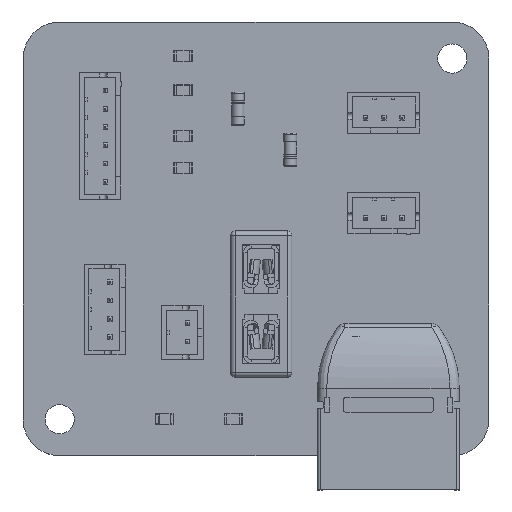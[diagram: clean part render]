
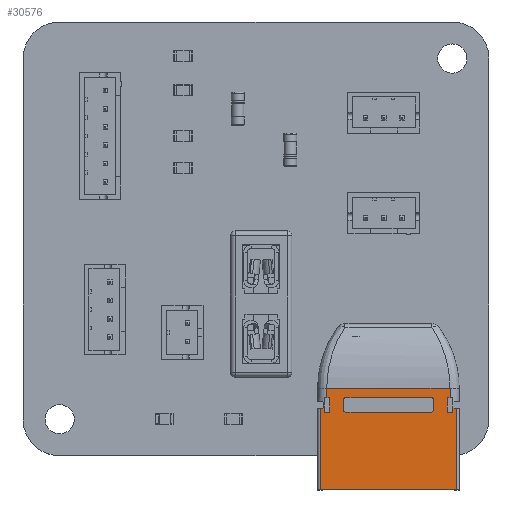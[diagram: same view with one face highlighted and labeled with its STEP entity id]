
A CAD part, top view. The second image highlights one B-rep face of the part: STEP entity #30576.
In plain terms, the highlighted face is planar.
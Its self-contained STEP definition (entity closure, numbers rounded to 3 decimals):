
#30576 = ADVANCED_FACE('',(#30577,#30707),#30777,.T.);
#30577 = FACE_BOUND('',#30578,.T.);
#30578 = EDGE_LOOP('',(#30579,#30589,#30597,#30605,#30613,#30621,#30629,
    #30637,#30645,#30653,#30661,#30669,#30677,#30685,#30693,#30701));
#30579 = ORIENTED_EDGE('',*,*,#30580,.T.);
#30580 = EDGE_CURVE('',#30581,#30583,#30585,.T.);
#30581 = VERTEX_POINT('',#30582);
#30582 = CARTESIAN_POINT('',(-6.45,4.2,10.1));
#30583 = VERTEX_POINT('',#30584);
#30584 = CARTESIAN_POINT('',(-6.75,4.2,10.1));
#30585 = LINE('',#30586,#30587);
#30586 = CARTESIAN_POINT('',(-7.05,4.2,10.1));
#30587 = VECTOR('',#30588,1.);
#30588 = DIRECTION('',(-1.,-0.,-0.));
#30589 = ORIENTED_EDGE('',*,*,#30590,.T.);
#30590 = EDGE_CURVE('',#30583,#30591,#30593,.T.);
#30591 = VERTEX_POINT('',#30592);
#30592 = CARTESIAN_POINT('',(-6.75,4.2,11.1));
#30593 = LINE('',#30594,#30595);
#30594 = CARTESIAN_POINT('',(-6.75,4.2,11.1));
#30595 = VECTOR('',#30596,1.);
#30596 = DIRECTION('',(0.,-0.,1.));
#30597 = ORIENTED_EDGE('',*,*,#30598,.T.);
#30598 = EDGE_CURVE('',#30591,#30599,#30601,.T.);
#30599 = VERTEX_POINT('',#30600);
#30600 = CARTESIAN_POINT('',(6.75,4.2,11.1));
#30601 = LINE('',#30602,#30603);
#30602 = CARTESIAN_POINT('',(-7.75,4.2,11.1));
#30603 = VECTOR('',#30604,1.);
#30604 = DIRECTION('',(1.,-0.,-0.));
#30605 = ORIENTED_EDGE('',*,*,#30606,.T.);
#30606 = EDGE_CURVE('',#30599,#30607,#30609,.T.);
#30607 = VERTEX_POINT('',#30608);
#30608 = CARTESIAN_POINT('',(6.75,4.2,10.1));
#30609 = LINE('',#30610,#30611);
#30610 = CARTESIAN_POINT('',(6.75,4.2,11.1));
#30611 = VECTOR('',#30612,1.);
#30612 = DIRECTION('',(-0.,0.,-1.));
#30613 = ORIENTED_EDGE('',*,*,#30614,.T.);
#30614 = EDGE_CURVE('',#30607,#30615,#30617,.T.);
#30615 = VERTEX_POINT('',#30616);
#30616 = CARTESIAN_POINT('',(6.45,4.2,10.1));
#30617 = LINE('',#30618,#30619);
#30618 = CARTESIAN_POINT('',(7.05,4.2,10.1));
#30619 = VECTOR('',#30620,1.);
#30620 = DIRECTION('',(-1.,0.,0.));
#30621 = ORIENTED_EDGE('',*,*,#30622,.T.);
#30622 = EDGE_CURVE('',#30615,#30623,#30625,.T.);
#30623 = VERTEX_POINT('',#30624);
#30624 = CARTESIAN_POINT('',(6.45,4.2,8.5));
#30625 = LINE('',#30626,#30627);
#30626 = CARTESIAN_POINT('',(6.45,4.2,8.5));
#30627 = VECTOR('',#30628,1.);
#30628 = DIRECTION('',(0.,-0.,-1.));
#30629 = ORIENTED_EDGE('',*,*,#30630,.T.);
#30630 = EDGE_CURVE('',#30623,#30631,#30633,.T.);
#30631 = VERTEX_POINT('',#30632);
#30632 = CARTESIAN_POINT('',(7.05,4.2,8.5));
#30633 = LINE('',#30634,#30635);
#30634 = CARTESIAN_POINT('',(7.05,4.2,8.5));
#30635 = VECTOR('',#30636,1.);
#30636 = DIRECTION('',(1.,-0.,-0.));
#30637 = ORIENTED_EDGE('',*,*,#30638,.T.);
#30638 = EDGE_CURVE('',#30631,#30639,#30641,.T.);
#30639 = VERTEX_POINT('',#30640);
#30640 = CARTESIAN_POINT('',(7.05,4.2,8.95));
#30641 = LINE('',#30642,#30643);
#30642 = CARTESIAN_POINT('',(7.05,4.2,8.5));
#30643 = VECTOR('',#30644,1.);
#30644 = DIRECTION('',(0.,0.,1.));
#30645 = ORIENTED_EDGE('',*,*,#30646,.F.);
#30646 = EDGE_CURVE('',#30647,#30639,#30649,.T.);
#30647 = VERTEX_POINT('',#30648);
#30648 = CARTESIAN_POINT('',(7.45,4.2,8.95));
#30649 = LINE('',#30650,#30651);
#30650 = CARTESIAN_POINT('',(0.,4.2,8.95));
#30651 = VECTOR('',#30652,1.);
#30652 = DIRECTION('',(-1.,0.,0.));
#30653 = ORIENTED_EDGE('',*,*,#30654,.T.);
#30654 = EDGE_CURVE('',#30647,#30655,#30657,.T.);
#30655 = VERTEX_POINT('',#30656);
#30656 = CARTESIAN_POINT('',(7.45,4.2,0.));
#30657 = LINE('',#30658,#30659);
#30658 = CARTESIAN_POINT('',(7.45,4.2,11.1));
#30659 = VECTOR('',#30660,1.);
#30660 = DIRECTION('',(-0.,0.,-1.));
#30661 = ORIENTED_EDGE('',*,*,#30662,.F.);
#30662 = EDGE_CURVE('',#30663,#30655,#30665,.T.);
#30663 = VERTEX_POINT('',#30664);
#30664 = CARTESIAN_POINT('',(-7.45,4.2,0.));
#30665 = LINE('',#30666,#30667);
#30666 = CARTESIAN_POINT('',(-0.,4.2,0.));
#30667 = VECTOR('',#30668,1.);
#30668 = DIRECTION('',(1.,0.,0.));
#30669 = ORIENTED_EDGE('',*,*,#30670,.T.);
#30670 = EDGE_CURVE('',#30663,#30671,#30673,.T.);
#30671 = VERTEX_POINT('',#30672);
#30672 = CARTESIAN_POINT('',(-7.45,4.2,8.95));
#30673 = LINE('',#30674,#30675);
#30674 = CARTESIAN_POINT('',(-7.45,4.2,8.95));
#30675 = VECTOR('',#30676,1.);
#30676 = DIRECTION('',(0.,-0.,1.));
#30677 = ORIENTED_EDGE('',*,*,#30678,.F.);
#30678 = EDGE_CURVE('',#30679,#30671,#30681,.T.);
#30679 = VERTEX_POINT('',#30680);
#30680 = CARTESIAN_POINT('',(-7.05,4.2,8.95));
#30681 = LINE('',#30682,#30683);
#30682 = CARTESIAN_POINT('',(-8.45,4.2,8.95));
#30683 = VECTOR('',#30684,1.);
#30684 = DIRECTION('',(-1.,-0.,-0.));
#30685 = ORIENTED_EDGE('',*,*,#30686,.T.);
#30686 = EDGE_CURVE('',#30679,#30687,#30689,.T.);
#30687 = VERTEX_POINT('',#30688);
#30688 = CARTESIAN_POINT('',(-7.05,4.2,8.5));
#30689 = LINE('',#30690,#30691);
#30690 = CARTESIAN_POINT('',(-7.05,4.2,8.5));
#30691 = VECTOR('',#30692,1.);
#30692 = DIRECTION('',(0.,-0.,-1.));
#30693 = ORIENTED_EDGE('',*,*,#30694,.T.);
#30694 = EDGE_CURVE('',#30687,#30695,#30697,.T.);
#30695 = VERTEX_POINT('',#30696);
#30696 = CARTESIAN_POINT('',(-6.45,4.2,8.5));
#30697 = LINE('',#30698,#30699);
#30698 = CARTESIAN_POINT('',(-7.05,4.2,8.5));
#30699 = VECTOR('',#30700,1.);
#30700 = DIRECTION('',(1.,0.,0.));
#30701 = ORIENTED_EDGE('',*,*,#30702,.T.);
#30702 = EDGE_CURVE('',#30695,#30581,#30703,.T.);
#30703 = LINE('',#30704,#30705);
#30704 = CARTESIAN_POINT('',(-6.45,4.2,8.5));
#30705 = VECTOR('',#30706,1.);
#30706 = DIRECTION('',(0.,0.,1.));
#30707 = FACE_BOUND('',#30708,.T.);
#30708 = EDGE_LOOP('',(#30709,#30719,#30728,#30736,#30745,#30753,#30762,
    #30770));
#30709 = ORIENTED_EDGE('',*,*,#30710,.F.);
#30710 = EDGE_CURVE('',#30711,#30713,#30715,.T.);
#30711 = VERTEX_POINT('',#30712);
#30712 = CARTESIAN_POINT('',(-4.95,4.2,8.8));
#30713 = VERTEX_POINT('',#30714);
#30714 = CARTESIAN_POINT('',(-4.95,4.2,9.8));
#30715 = LINE('',#30716,#30717);
#30716 = CARTESIAN_POINT('',(-4.95,4.2,8.5));
#30717 = VECTOR('',#30718,1.);
#30718 = DIRECTION('',(0.,0.,1.));
#30719 = ORIENTED_EDGE('',*,*,#30720,.T.);
#30720 = EDGE_CURVE('',#30711,#30721,#30723,.T.);
#30721 = VERTEX_POINT('',#30722);
#30722 = CARTESIAN_POINT('',(-4.65,4.2,8.5));
#30723 = CIRCLE('',#30724,0.3);
#30724 = AXIS2_PLACEMENT_3D('',#30725,#30726,#30727);
#30725 = CARTESIAN_POINT('',(-4.65,4.2,8.8));
#30726 = DIRECTION('',(0.,-1.,0.));
#30727 = DIRECTION('',(0.,0.,1.));
#30728 = ORIENTED_EDGE('',*,*,#30729,.F.);
#30729 = EDGE_CURVE('',#30730,#30721,#30732,.T.);
#30730 = VERTEX_POINT('',#30731);
#30731 = CARTESIAN_POINT('',(4.65,4.2,8.5));
#30732 = LINE('',#30733,#30734);
#30733 = CARTESIAN_POINT('',(-4.95,4.2,8.5));
#30734 = VECTOR('',#30735,1.);
#30735 = DIRECTION('',(-1.,-0.,-0.));
#30736 = ORIENTED_EDGE('',*,*,#30737,.T.);
#30737 = EDGE_CURVE('',#30730,#30738,#30740,.T.);
#30738 = VERTEX_POINT('',#30739);
#30739 = CARTESIAN_POINT('',(4.95,4.2,8.8));
#30740 = CIRCLE('',#30741,0.3);
#30741 = AXIS2_PLACEMENT_3D('',#30742,#30743,#30744);
#30742 = CARTESIAN_POINT('',(4.65,4.2,8.8));
#30743 = DIRECTION('',(0.,-1.,0.));
#30744 = DIRECTION('',(0.,0.,1.));
#30745 = ORIENTED_EDGE('',*,*,#30746,.F.);
#30746 = EDGE_CURVE('',#30747,#30738,#30749,.T.);
#30747 = VERTEX_POINT('',#30748);
#30748 = CARTESIAN_POINT('',(4.95,4.2,9.8));
#30749 = LINE('',#30750,#30751);
#30750 = CARTESIAN_POINT('',(4.95,4.2,8.5));
#30751 = VECTOR('',#30752,1.);
#30752 = DIRECTION('',(-0.,-0.,-1.));
#30753 = ORIENTED_EDGE('',*,*,#30754,.T.);
#30754 = EDGE_CURVE('',#30747,#30755,#30757,.T.);
#30755 = VERTEX_POINT('',#30756);
#30756 = CARTESIAN_POINT('',(4.65,4.2,10.1));
#30757 = CIRCLE('',#30758,0.3);
#30758 = AXIS2_PLACEMENT_3D('',#30759,#30760,#30761);
#30759 = CARTESIAN_POINT('',(4.65,4.2,9.8));
#30760 = DIRECTION('',(-0.,-1.,0.));
#30761 = DIRECTION('',(0.,0.,1.));
#30762 = ORIENTED_EDGE('',*,*,#30763,.F.);
#30763 = EDGE_CURVE('',#30764,#30755,#30766,.T.);
#30764 = VERTEX_POINT('',#30765);
#30765 = CARTESIAN_POINT('',(-4.65,4.2,10.1));
#30766 = LINE('',#30767,#30768);
#30767 = CARTESIAN_POINT('',(-4.95,4.2,10.1));
#30768 = VECTOR('',#30769,1.);
#30769 = DIRECTION('',(1.,0.,0.));
#30770 = ORIENTED_EDGE('',*,*,#30771,.T.);
#30771 = EDGE_CURVE('',#30764,#30713,#30772,.T.);
#30772 = CIRCLE('',#30773,0.3);
#30773 = AXIS2_PLACEMENT_3D('',#30774,#30775,#30776);
#30774 = CARTESIAN_POINT('',(-4.65,4.2,9.8));
#30775 = DIRECTION('',(0.,-1.,0.));
#30776 = DIRECTION('',(0.,0.,1.));
#30777 = PLANE('',#30778);
#30778 = AXIS2_PLACEMENT_3D('',#30779,#30780,#30781);
#30779 = CARTESIAN_POINT('',(0.,4.2,11.1));
#30780 = DIRECTION('',(0.,1.,0.));
#30781 = DIRECTION('',(0.,-0.,1.));
